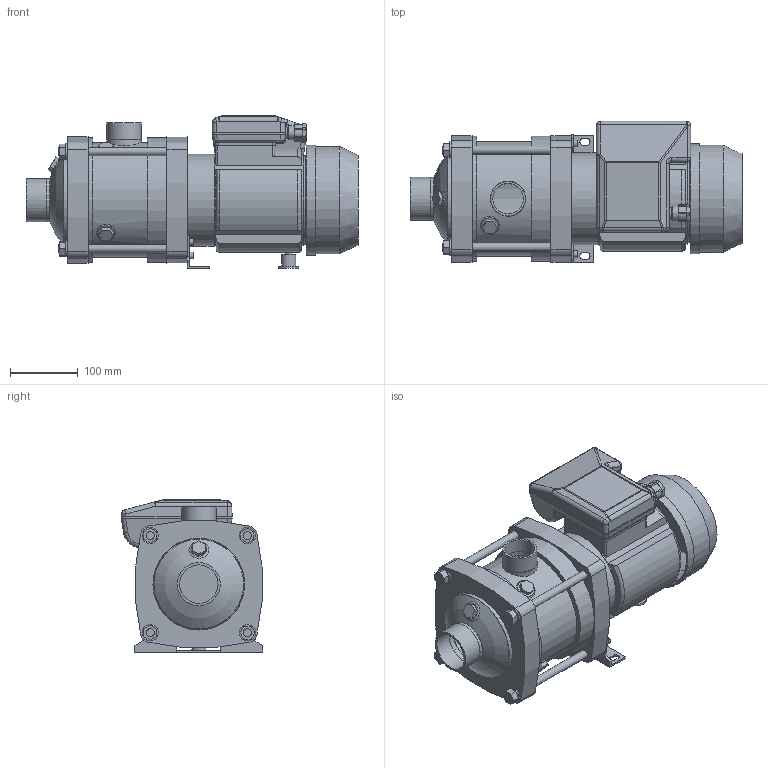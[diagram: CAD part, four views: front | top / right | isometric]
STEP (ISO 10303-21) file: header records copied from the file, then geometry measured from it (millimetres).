
FILE_DESCRIPTION(/* description */ ('-'),/* implementation_level */ '2;1');
FILE_NAME(/* name */ 'EH 15-20 [2] M',/* time_stamp */ '2016-12-14T09:28:05+01:00',/* author */ ('Simonelli M.'),/* organization */ ('Franklin Electric'),/* preprocessor_version */ 'ST-DEVELOPER v16.7',/* originating_system */ 'DEX',/* authorisation */ $);
FILE_SCHEMA (('AUTOMOTIVE_DESIGN {1 0 10303 214 3 1 1}'));
Length unit declared in the file: millimetre
Products named in the file (16): EH 15-20 [2] M; Flangia motore Quadra M80; Camicia EH 15.20-2-3; Motore MEC 80 - M; carcassa MEC 80; Copriventola MEC 80; Basetta MEC 80-90 M; Piedino MEC 80 int.100; Staffa 15-20 int.100; Flangia precarica; Calotta 15-20; TIRANTE 15-20 [2-3]; RONDELLA M12; DADO M12; Manicotto 2''; Manicotto 1''ｽ
Assembly tree (22 placements, depth 3):
  EH 15-20 [2] M
    Flangia motore Quadra M80
    Camicia EH 15.20-2-3
    Motore MEC 80 - M
      carcassa MEC 80
      Copriventola MEC 80
      Basetta MEC 80-90 M
    Piedino MEC 80 int.100
    Staffa 15-20 int.100
    Flangia precarica
    Calotta 15-20
    TIRANTE 15-20 [2-3]  x4
    RONDELLA M12  x4
    DADO M12  x4
  Manicotto 2''
  Manicotto 1''ｽ
Bounding box: 488.35 x 208 x 224 mm (x, y, z)
Volume: 4269022.7 mm3; surface area: 793321.8 mm2
Topology: 23 solids, 23 shells, 459 faces, 1043 edges, 670 vertices
Faces by surface type: plane 235, cylinder 169, cone 19, sphere 15, bspline 14, torus 7
Full cylindrical faces by diameter (mm): 10 x5, 12 x16, 12.5 x2, 13 x5, 17 x1, 19.73 x1, 20.4 x1, 21 x1, 24 x4, 30 x1, 44.845 x2, 48.4 x1, 48.5 x1, 50.8 x1, 51.5 x1, 56.656 x2, 60 x2, 63 x1, 63.3 x1, 125 x1, 130 x3, 131 x1, 134 x2, 135 x2, 153 x1, 157 x1, 158 x1, 160 x2, 162 x1, 165.3 x1
Entity records: 15939 total; most frequent: CARTESIAN_POINT 4855, DIRECTION 1980, ORIENTED_EDGE 1678, EDGE_CURVE 839, AXIS2_PLACEMENT_3D 772, VERTEX_POINT 577, EDGE_LOOP 566, FACE_BOUND 566
